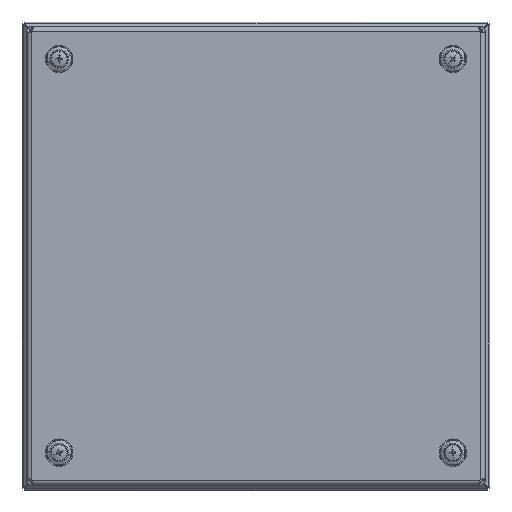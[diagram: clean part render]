
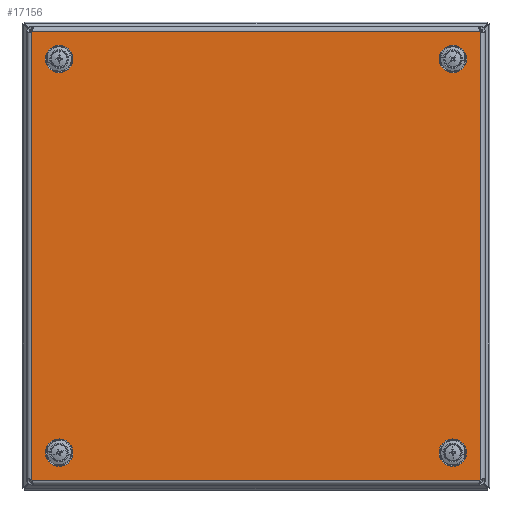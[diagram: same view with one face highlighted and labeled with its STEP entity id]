
A CAD part, top view. The second image highlights one B-rep face of the part: STEP entity #17156.
In plain terms, the highlighted face is planar.
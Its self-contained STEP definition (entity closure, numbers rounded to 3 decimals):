
#126 = DIRECTION ( 'NONE',  ( 0., 1., 0. ) ) ;
#127 = VECTOR ( 'NONE', #126, 1000. ) ;
#128 = CARTESIAN_POINT ( 'NONE',  ( -144., -160., 0. ) ) ;
#129 = LINE ( 'NONE', #128, #127 ) ;
#130 = CARTESIAN_POINT ( 'NONE',  ( -144., -143.5, 0. ) ) ;
#131 = DIRECTION ( 'NONE',  ( 1., 0., 0. ) ) ;
#132 = DIRECTION ( 'NONE',  ( 0., 0., -1. ) ) ;
#133 = CARTESIAN_POINT ( 'NONE',  ( -145.5, -145.5, 0. ) ) ;
#134 = AXIS2_PLACEMENT_3D ( 'NONE', #133, #132, #131 ) ;
#135 = CIRCLE ( 'NONE', #134, 2.5 ) ;
#149 = CARTESIAN_POINT ( 'NONE',  ( 144., -143.5, 0. ) ) ;
#150 = DIRECTION ( 'NONE',  ( 0., -1., 0. ) ) ;
#151 = VECTOR ( 'NONE', #150, 1000. ) ;
#152 = CARTESIAN_POINT ( 'NONE',  ( 144., -160., 0. ) ) ;
#153 = LINE ( 'NONE', #152, #151 ) ;
#154 = CARTESIAN_POINT ( 'NONE',  ( 144., 143.5, 0. ) ) ;
#155 = DIRECTION ( 'NONE',  ( -1., 0., 0. ) ) ;
#156 = DIRECTION ( 'NONE',  ( 0., 0., -1. ) ) ;
#157 = CARTESIAN_POINT ( 'NONE',  ( 145.5, 145.5, 0. ) ) ;
#158 = AXIS2_PLACEMENT_3D ( 'NONE', #157, #156, #155 ) ;
#159 = CIRCLE ( 'NONE', #158, 2.5 ) ;
#160 = CARTESIAN_POINT ( 'NONE',  ( 143.5, 144., 0. ) ) ;
#161 = DIRECTION ( 'NONE',  ( 1., 0., 0. ) ) ;
#162 = VECTOR ( 'NONE', #161, 1000. ) ;
#163 = CARTESIAN_POINT ( 'NONE',  ( -160., 144., 0. ) ) ;
#164 = LINE ( 'NONE', #163, #162 ) ;
#203 = DIRECTION ( 'NONE',  ( -1., 0., 0. ) ) ;
#204 = DIRECTION ( 'NONE',  ( 0., 0., 1. ) ) ;
#205 = CARTESIAN_POINT ( 'NONE',  ( 145.5, -145.5, 0. ) ) ;
#206 = AXIS2_PLACEMENT_3D ( 'NONE', #205, #204, #203 ) ;
#207 = CIRCLE ( 'NONE', #206, 2.5 ) ;
#15938 = VERTEX_POINT ( 'NONE', #25610 ) ;
#15940 = EDGE_CURVE ( 'NONE', #15941, #15938, #25609, .T. ) ;
#15941 = VERTEX_POINT ( 'NONE', #25604 ) ;
#16015 = VERTEX_POINT ( 'NONE', #25763 ) ;
#16017 = EDGE_CURVE ( 'NONE', #16015, #16018, #25762, .T. ) ;
#16018 = VERTEX_POINT ( 'NONE', #25757 ) ;
#16073 = EDGE_CURVE ( 'NONE', #16074, #16100, #25890, .T. ) ;
#16074 = VERTEX_POINT ( 'NONE', #25885 ) ;
#16100 = VERTEX_POINT ( 'NONE', #25961 ) ;
#16178 = VERTEX_POINT ( 'NONE', #26112 ) ;
#16180 = EDGE_CURVE ( 'NONE', #16178, #16181, #26111, .T. ) ;
#16181 = VERTEX_POINT ( 'NONE', #26106 ) ;
#17138 = EDGE_LOOP ( 'NONE', ( #17139, #17140 ) ) ;
#17139 = ORIENTED_EDGE ( 'NONE', *, *, #16073, .T. ) ;
#17140 = ORIENTED_EDGE ( 'NONE', *, *, #17141, .T. ) ;
#17141 = EDGE_CURVE ( 'NONE', #16100, #16074, #28286, .T. ) ;
#17142 = EDGE_LOOP ( 'NONE', ( #17143, #17145 ) ) ;
#17143 = ORIENTED_EDGE ( 'NONE', *, *, #17144, .F. ) ;
#17144 = EDGE_CURVE ( 'NONE', #16181, #16178, #28281, .T. ) ;
#17145 = ORIENTED_EDGE ( 'NONE', *, *, #16180, .F. ) ;
#17146 = EDGE_LOOP ( 'NONE', ( #17147, #17449, #17452, #17455, #17458, #17380, #17436, #17439 ) ) ;
#17147 = ORIENTED_EDGE ( 'NONE', *, *, #17148, .T. ) ;
#17148 = EDGE_CURVE ( 'NONE', #17149, #17150, #28276, .T. ) ;
#17149 = VERTEX_POINT ( 'NONE', #28271 ) ;
#17150 = VERTEX_POINT ( 'NONE', #28270 ) ;
#17156 = ADVANCED_FACE ( 'NONE', ( #28269, #28268, #28267, #28266, #28265 ), #28264, .F. ) ;
#17157 = EDGE_LOOP ( 'NONE', ( #17158, #17159 ) ) ;
#17158 = ORIENTED_EDGE ( 'NONE', *, *, #15940, .T. ) ;
#17159 = ORIENTED_EDGE ( 'NONE', *, *, #17160, .T. ) ;
#17160 = EDGE_CURVE ( 'NONE', #15938, #15941, #28259, .T. ) ;
#17161 = EDGE_LOOP ( 'NONE', ( #17162, #17218 ) ) ;
#17162 = ORIENTED_EDGE ( 'NONE', *, *, #17163, .F. ) ;
#17163 = EDGE_CURVE ( 'NONE', #16018, #16015, #28319, .T. ) ;
#17218 = ORIENTED_EDGE ( 'NONE', *, *, #16017, .F. ) ;
#17379 = VERTEX_POINT ( 'NONE', #28653 ) ;
#17380 = ORIENTED_EDGE ( 'NONE', *, *, #17381, .T. ) ;
#17381 = EDGE_CURVE ( 'NONE', #17379, #17382, #28719, .T. ) ;
#17382 = VERTEX_POINT ( 'NONE', #28715 ) ;
#17436 = ORIENTED_EDGE ( 'NONE', *, *, #17437, .F. ) ;
#17437 = EDGE_CURVE ( 'NONE', #17438, #17382, #135, .T. ) ;
#17438 = VERTEX_POINT ( 'NONE', #130 ) ;
#17439 = ORIENTED_EDGE ( 'NONE', *, *, #17440, .T. ) ;
#17440 = EDGE_CURVE ( 'NONE', #17438, #17149, #129, .T. ) ;
#17449 = ORIENTED_EDGE ( 'NONE', *, *, #17450, .T. ) ;
#17450 = EDGE_CURVE ( 'NONE', #17150, #17451, #164, .T. ) ;
#17451 = VERTEX_POINT ( 'NONE', #160 ) ;
#17452 = ORIENTED_EDGE ( 'NONE', *, *, #17453, .F. ) ;
#17453 = EDGE_CURVE ( 'NONE', #17454, #17451, #159, .T. ) ;
#17454 = VERTEX_POINT ( 'NONE', #154 ) ;
#17455 = ORIENTED_EDGE ( 'NONE', *, *, #17456, .T. ) ;
#17456 = EDGE_CURVE ( 'NONE', #17454, #17457, #153, .T. ) ;
#17457 = VERTEX_POINT ( 'NONE', #149 ) ;
#17458 = ORIENTED_EDGE ( 'NONE', *, *, #17459, .T. ) ;
#17459 = EDGE_CURVE ( 'NONE', #17457, #17379, #207, .T. ) ;
#25604 = CARTESIAN_POINT ( 'NONE',  ( -126.25, -117.433, 0. ) ) ;
#25605 = DIRECTION ( 'NONE',  ( 0., 1., 0. ) ) ;
#25606 = DIRECTION ( 'NONE',  ( 0., 0., 1. ) ) ;
#25607 = CARTESIAN_POINT ( 'NONE',  ( -126.25, -126.25, 0. ) ) ;
#25608 = AXIS2_PLACEMENT_3D ( 'NONE', #25607, #25606, #25605 ) ;
#25609 = CIRCLE ( 'NONE', #25608, 8.817 ) ;
#25610 = CARTESIAN_POINT ( 'NONE',  ( -126.25, -135.067, 0. ) ) ;
#25757 = CARTESIAN_POINT ( 'NONE',  ( 126.25, -117.433, 0. ) ) ;
#25758 = DIRECTION ( 'NONE',  ( 0., 1., 0. ) ) ;
#25759 = DIRECTION ( 'NONE',  ( 0., 0., -1. ) ) ;
#25760 = CARTESIAN_POINT ( 'NONE',  ( 126.25, -126.25, 0. ) ) ;
#25761 = AXIS2_PLACEMENT_3D ( 'NONE', #25760, #25759, #25758 ) ;
#25762 = CIRCLE ( 'NONE', #25761, 8.817 ) ;
#25763 = CARTESIAN_POINT ( 'NONE',  ( 126.25, -135.067, 0. ) ) ;
#25885 = CARTESIAN_POINT ( 'NONE',  ( -126.25, 135.067, 0. ) ) ;
#25886 = DIRECTION ( 'NONE',  ( 0., 1., 0. ) ) ;
#25887 = DIRECTION ( 'NONE',  ( 0., 0., 1. ) ) ;
#25888 = CARTESIAN_POINT ( 'NONE',  ( -126.25, 126.25, 0. ) ) ;
#25889 = AXIS2_PLACEMENT_3D ( 'NONE', #25888, #25887, #25886 ) ;
#25890 = CIRCLE ( 'NONE', #25889, 8.817 ) ;
#25961 = CARTESIAN_POINT ( 'NONE',  ( -126.25, 117.433, 0. ) ) ;
#26106 = CARTESIAN_POINT ( 'NONE',  ( 126.25, 135.067, 0. ) ) ;
#26107 = DIRECTION ( 'NONE',  ( 0., 1., 0. ) ) ;
#26108 = DIRECTION ( 'NONE',  ( 0., 0., -1. ) ) ;
#26109 = CARTESIAN_POINT ( 'NONE',  ( 126.25, 126.25, 0. ) ) ;
#26110 = AXIS2_PLACEMENT_3D ( 'NONE', #26109, #26108, #26107 ) ;
#26111 = CIRCLE ( 'NONE', #26110, 8.817 ) ;
#26112 = CARTESIAN_POINT ( 'NONE',  ( 126.25, 117.433, 0. ) ) ;
#28259 = CIRCLE ( 'NONE', #28323, 8.817 ) ;
#28260 = DIRECTION ( 'NONE',  ( 1., 0., 0. ) ) ;
#28261 = DIRECTION ( 'NONE',  ( 0., 0., 1. ) ) ;
#28262 = CARTESIAN_POINT ( 'NONE',  ( -160., -160., 0. ) ) ;
#28263 = AXIS2_PLACEMENT_3D ( 'NONE', #28262, #28261, #28260 ) ;
#28264 = PLANE ( 'NONE',  #28263 ) ;
#28265 = FACE_OUTER_BOUND ( 'NONE', #17146, .T. ) ;
#28266 = FACE_BOUND ( 'NONE', #17142, .T. ) ;
#28267 = FACE_BOUND ( 'NONE', #17138, .T. ) ;
#28268 = FACE_BOUND ( 'NONE', #17161, .T. ) ;
#28269 = FACE_BOUND ( 'NONE', #17157, .T. ) ;
#28270 = CARTESIAN_POINT ( 'NONE',  ( -143.5, 144., 0. ) ) ;
#28271 = CARTESIAN_POINT ( 'NONE',  ( -144., 143.5, 0. ) ) ;
#28272 = DIRECTION ( 'NONE',  ( 1., 0., 0. ) ) ;
#28273 = DIRECTION ( 'NONE',  ( 0., 0., 1. ) ) ;
#28274 = CARTESIAN_POINT ( 'NONE',  ( -145.5, 145.5, 0. ) ) ;
#28275 = AXIS2_PLACEMENT_3D ( 'NONE', #28274, #28273, #28272 ) ;
#28276 = CIRCLE ( 'NONE', #28275, 2.5 ) ;
#28277 = DIRECTION ( 'NONE',  ( 0., 1., 0. ) ) ;
#28278 = DIRECTION ( 'NONE',  ( 0., 0., -1. ) ) ;
#28279 = CARTESIAN_POINT ( 'NONE',  ( 126.25, 126.25, 0. ) ) ;
#28280 = AXIS2_PLACEMENT_3D ( 'NONE', #28279, #28278, #28277 ) ;
#28281 = CIRCLE ( 'NONE', #28280, 8.817 ) ;
#28282 = DIRECTION ( 'NONE',  ( 0., 1., 0. ) ) ;
#28283 = DIRECTION ( 'NONE',  ( 0., 0., 1. ) ) ;
#28284 = CARTESIAN_POINT ( 'NONE',  ( -126.25, 126.25, 0. ) ) ;
#28285 = AXIS2_PLACEMENT_3D ( 'NONE', #28284, #28283, #28282 ) ;
#28286 = CIRCLE ( 'NONE', #28285, 8.817 ) ;
#28315 = DIRECTION ( 'NONE',  ( 0., 1., 0. ) ) ;
#28316 = DIRECTION ( 'NONE',  ( 0., 0., -1. ) ) ;
#28317 = CARTESIAN_POINT ( 'NONE',  ( 126.25, -126.25, 0. ) ) ;
#28318 = AXIS2_PLACEMENT_3D ( 'NONE', #28317, #28316, #28315 ) ;
#28319 = CIRCLE ( 'NONE', #28318, 8.817 ) ;
#28320 = DIRECTION ( 'NONE',  ( 0., 1., 0. ) ) ;
#28321 = DIRECTION ( 'NONE',  ( 0., 0., 1. ) ) ;
#28322 = CARTESIAN_POINT ( 'NONE',  ( -126.25, -126.25, 0. ) ) ;
#28323 = AXIS2_PLACEMENT_3D ( 'NONE', #28322, #28321, #28320 ) ;
#28653 = CARTESIAN_POINT ( 'NONE',  ( 143.5, -144., 0. ) ) ;
#28715 = CARTESIAN_POINT ( 'NONE',  ( -143.5, -144., 0. ) ) ;
#28716 = DIRECTION ( 'NONE',  ( -1., 0., 0. ) ) ;
#28717 = VECTOR ( 'NONE', #28716, 1000. ) ;
#28718 = CARTESIAN_POINT ( 'NONE',  ( -160., -144., 0. ) ) ;
#28719 = LINE ( 'NONE', #28718, #28717 ) ;
